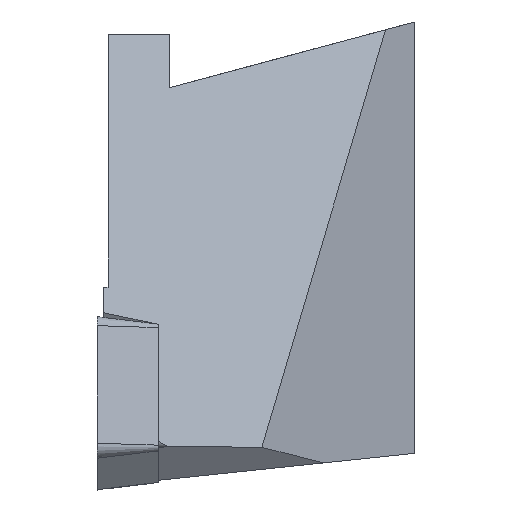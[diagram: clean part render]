
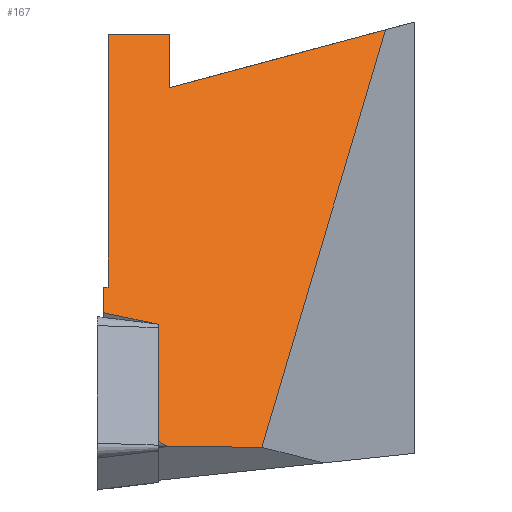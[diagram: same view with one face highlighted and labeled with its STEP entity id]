
A CAD part, left-side view. The second image highlights one B-rep face of the part: STEP entity #167.
In plain terms, the highlighted planar face has unit normal (-0.908, -0.342, 0.243).
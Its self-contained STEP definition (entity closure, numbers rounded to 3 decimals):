
#135=ELLIPSE('',#926,1.462,0.5);
#167=ADVANCED_FACE('',(#240),#210,.F.);
#210=PLANE('',#931);
#240=FACE_OUTER_BOUND('',#273,.T.);
#273=EDGE_LOOP('',(#364,#365,#366,#367,#368,#369,#370,#371,#372,#373,#374));
#364=ORIENTED_EDGE('',*,*,#608,.F.);
#365=ORIENTED_EDGE('',*,*,#634,.F.);
#366=ORIENTED_EDGE('',*,*,#625,.T.);
#367=ORIENTED_EDGE('',*,*,#621,.T.);
#368=ORIENTED_EDGE('',*,*,#629,.F.);
#369=ORIENTED_EDGE('',*,*,#631,.T.);
#370=ORIENTED_EDGE('',*,*,#635,.F.);
#371=ORIENTED_EDGE('',*,*,#636,.F.);
#372=ORIENTED_EDGE('',*,*,#637,.F.);
#373=ORIENTED_EDGE('',*,*,#638,.F.);
#374=ORIENTED_EDGE('',*,*,#639,.F.);
#536=VERTEX_POINT('',#1258);
#537=VERTEX_POINT('',#1260);
#546=VERTEX_POINT('',#1283);
#547=VERTEX_POINT('',#1285);
#548=VERTEX_POINT('',#1289);
#551=VERTEX_POINT('',#1298);
#552=VERTEX_POINT('',#1302);
#555=VERTEX_POINT('',#1311);
#556=VERTEX_POINT('',#1313);
#557=VERTEX_POINT('',#1315);
#558=VERTEX_POINT('',#1317);
#608=EDGE_CURVE('',#536,#537,#711,.T.);
#621=EDGE_CURVE('',#547,#546,#135,.T.);
#625=EDGE_CURVE('',#548,#547,#724,.T.);
#629=EDGE_CURVE('',#551,#546,#728,.T.);
#631=EDGE_CURVE('',#551,#552,#730,.T.);
#634=EDGE_CURVE('',#548,#536,#733,.T.);
#635=EDGE_CURVE('',#555,#552,#734,.T.);
#636=EDGE_CURVE('',#556,#555,#735,.T.);
#637=EDGE_CURVE('',#557,#556,#736,.T.);
#638=EDGE_CURVE('',#558,#557,#737,.T.);
#639=EDGE_CURVE('',#537,#558,#738,.T.);
#711=LINE('',#1259,#787);
#724=LINE('',#1292,#800);
#728=LINE('',#1299,#804);
#730=LINE('',#1304,#806);
#733=LINE('',#1309,#809);
#734=LINE('',#1310,#810);
#735=LINE('',#1312,#811);
#736=LINE('',#1314,#812);
#737=LINE('',#1316,#813);
#738=LINE('',#1318,#814);
#787=VECTOR('',#1015,1.);
#800=VECTOR('',#1042,1.);
#804=VECTOR('',#1048,1.);
#806=VECTOR('',#1052,1.);
#809=VECTOR('',#1057,1.);
#810=VECTOR('',#1058,1.);
#811=VECTOR('',#1059,1.);
#812=VECTOR('',#1060,1.);
#813=VECTOR('',#1061,1.);
#814=VECTOR('',#1062,1.);
#926=AXIS2_PLACEMENT_3D('',#1284,#1035,#1036);
#931=AXIS2_PLACEMENT_3D('',#1319,#1063,#1064);
#1015=DIRECTION('',(0.259,0.,0.966));
#1035=DIRECTION('',(-0.908,-0.342,0.243));
#1036=DIRECTION('',(0.33,-0.94,-0.089));
#1042=DIRECTION('',(-0.259,0.,-0.966));
#1048=DIRECTION('',(-0.35,0.937,0.009));
#1052=DIRECTION('',(0.342,-0.267,0.901));
#1057=DIRECTION('',(-0.299,0.933,0.199));
#1058=DIRECTION('',(0.398,-0.886,0.237));
#1059=DIRECTION('',(-0.259,0.,-0.966));
#1060=DIRECTION('',(0.353,-0.936,0.));
#1061=DIRECTION('',(0.259,0.,0.966));
#1062=DIRECTION('',(0.353,-0.936,0.));
#1063=DIRECTION('',(0.908,0.342,-0.243));
#1064=DIRECTION('',(0.353,-0.936,0.));
#1258=CARTESIAN_POINT('',(-21.199,0.28,-14.675));
#1259=CARTESIAN_POINT('',(-26.06,0.28,-32.816));
#1260=CARTESIAN_POINT('',(-20.752,0.28,-13.004));
#1283=CARTESIAN_POINT('',(-21.93,-3.98,-23.392));
#1284=CARTESIAN_POINT('',(-21.583,-4.644,-23.031));
#1285=CARTESIAN_POINT('',(-22.066,-3.27,-22.902));
#1289=CARTESIAN_POINT('',(-20.064,-3.27,-15.43));
#1292=CARTESIAN_POINT('',(-20.065,-3.27,-15.433));
#1298=CARTESIAN_POINT('',(-19.668,-10.025,-23.45));
#1299=CARTESIAN_POINT('',(-22.196,-3.27,-23.385));
#1302=CARTESIAN_POINT('',(-9.328,-18.103,3.779));
#1304=CARTESIAN_POINT('',(-18.593,-10.864,-20.62));
#1309=CARTESIAN_POINT('',(-20.174,-2.927,-15.357));
#1310=CARTESIAN_POINT('',(-22.945,12.252,-4.355));
#1311=CARTESIAN_POINT('',(-15.655,-4.,0.));
#1312=CARTESIAN_POINT('',(-21.305,-4.,-21.086));
#1313=CARTESIAN_POINT('',(-14.718,-4.,3.496));
#1314=CARTESIAN_POINT('',(-25.321,24.14,3.496));
#1315=CARTESIAN_POINT('',(-16.225,0.,3.496));
#1316=CARTESIAN_POINT('',(-22.711,0.,-20.71));
#1317=CARTESIAN_POINT('',(-20.646,0.,-13.004));
#1318=CARTESIAN_POINT('',(-30.512,26.184,-13.004));
#1319=CARTESIAN_POINT('',(-20.643,-3.27,-17.589));
